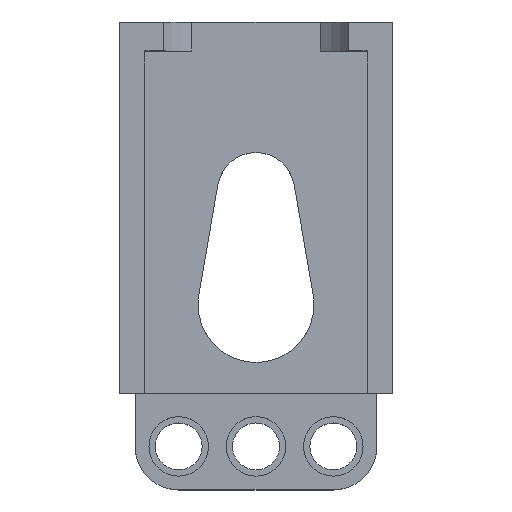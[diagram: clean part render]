
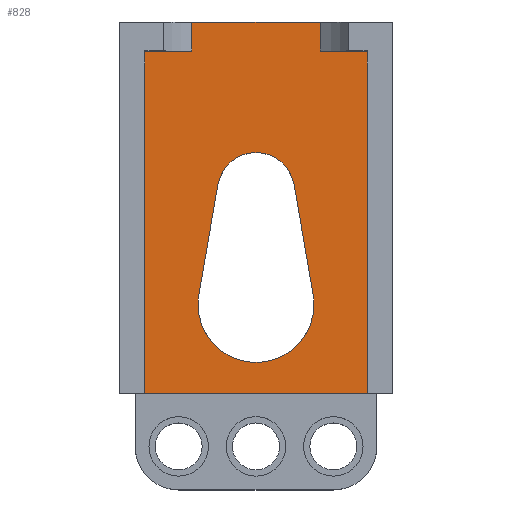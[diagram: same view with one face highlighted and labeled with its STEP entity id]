
A CAD part, top view. The second image highlights one B-rep face of the part: STEP entity #828.
In plain terms, the highlighted planar face has unit normal (0, 0, 1).
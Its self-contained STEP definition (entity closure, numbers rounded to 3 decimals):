
#19 = DIRECTION ( 'NONE',  ( 0., -1., 0. ) ) ;
#45 = VERTEX_POINT ( 'NONE', #187 ) ;
#61 = EDGE_LOOP ( 'NONE', ( #1687, #1353, #166, #357, #911, #444, #1134, #491 ) ) ;
#88 = DIRECTION ( 'NONE',  ( 0., 1., 0. ) ) ;
#112 = VECTOR ( 'NONE', #88, 1000. ) ;
#115 = PLANE ( 'NONE',  #1654 ) ;
#128 = EDGE_CURVE ( 'NONE', #1023, #1133, #864, .T. ) ;
#149 = CARTESIAN_POINT ( 'NONE',  ( -14.15, 40.9, 9.575 ) ) ;
#153 = CARTESIAN_POINT ( 'NONE',  ( -6., 14.68, 9.575 ) ) ;
#155 = VECTOR ( 'NONE', #1105, 1000. ) ;
#166 = ORIENTED_EDGE ( 'NONE', *, *, #1430, .T. ) ;
#187 = CARTESIAN_POINT ( 'NONE',  ( 6.625, 40.9, 9.575 ) ) ;
#188 = EDGE_CURVE ( 'NONE', #1208, #1023, #779, .T. ) ;
#200 = DIRECTION ( 'NONE',  ( 0., 0., 1. ) ) ;
#249 = CARTESIAN_POINT ( 'NONE',  ( 6.625, 43.9, 9.575 ) ) ;
#259 = CARTESIAN_POINT ( 'NONE',  ( -5.912, 15.704, 9.575 ) ) ;
#262 = DIRECTION ( 'NONE',  ( 1., 0., 0. ) ) ;
#285 = EDGE_CURVE ( 'NONE', #1088, #45, #653, .T. ) ;
#292 = CARTESIAN_POINT ( 'NONE',  ( -3.941, 27.083, 9.575 ) ) ;
#306 = CIRCLE ( 'NONE', #1089, 6. ) ;
#327 = DIRECTION ( 'NONE',  ( 0., 0., 1. ) ) ;
#332 = VECTOR ( 'NONE', #1501, 1000. ) ;
#339 = CARTESIAN_POINT ( 'NONE',  ( 0., 14.68, 9.575 ) ) ;
#344 = CARTESIAN_POINT ( 'NONE',  ( -6.625, 43.9, 9.575 ) ) ;
#357 = ORIENTED_EDGE ( 'NONE', *, *, #285, .F. ) ;
#360 = EDGE_CURVE ( 'NONE', #573, #1088, #668, .T. ) ;
#374 = CARTESIAN_POINT ( 'NONE',  ( -5.912, 15.704, 9.575 ) ) ;
#386 = VERTEX_POINT ( 'NONE', #292 ) ;
#392 = VERTEX_POINT ( 'NONE', #1396 ) ;
#420 = CARTESIAN_POINT ( 'NONE',  ( -14.15, 40.9, 9.575 ) ) ;
#422 = VERTEX_POINT ( 'NONE', #1116 ) ;
#427 = EDGE_CURVE ( 'NONE', #392, #1734, #544, .T. ) ;
#431 = CARTESIAN_POINT ( 'NONE',  ( 11.5, 5.5, 9.575 ) ) ;
#444 = ORIENTED_EDGE ( 'NONE', *, *, #993, .T. ) ;
#448 = ORIENTED_EDGE ( 'NONE', *, *, #128, .F. ) ;
#458 = VECTOR ( 'NONE', #975, 1000. ) ;
#473 = DIRECTION ( 'NONE',  ( 1., 0., 0. ) ) ;
#484 = ORIENTED_EDGE ( 'NONE', *, *, #1631, .F. ) ;
#491 = ORIENTED_EDGE ( 'NONE', *, *, #679, .F. ) ;
#506 = VECTOR ( 'NONE', #571, 1000. ) ;
#544 = LINE ( 'NONE', #1677, #506 ) ;
#561 = CARTESIAN_POINT ( 'NONE',  ( -6.625, 43.9, 9.575 ) ) ;
#571 = DIRECTION ( 'NONE',  ( 1., 0., 0. ) ) ;
#573 = VERTEX_POINT ( 'NONE', #344 ) ;
#588 = LINE ( 'NONE', #259, #1036 ) ;
#595 = ORIENTED_EDGE ( 'NONE', *, *, #1330, .F. ) ;
#653 = LINE ( 'NONE', #249, #1395 ) ;
#668 = LINE ( 'NONE', #1522, #1731 ) ;
#672 = ORIENTED_EDGE ( 'NONE', *, *, #813, .F. ) ;
#679 = EDGE_CURVE ( 'NONE', #392, #1460, #795, .T. ) ;
#685 = LINE ( 'NONE', #1367, #332 ) ;
#725 = AXIS2_PLACEMENT_3D ( 'NONE', #1144, #327, #1289 ) ;
#756 = CARTESIAN_POINT ( 'NONE',  ( 0., 14.68, 9.575 ) ) ;
#779 = CIRCLE ( 'NONE', #1664, 6. ) ;
#795 = LINE ( 'NONE', #898, #112 ) ;
#808 = LINE ( 'NONE', #149, #458 ) ;
#813 = EDGE_CURVE ( 'NONE', #386, #1208, #588, .T. ) ;
#822 = CARTESIAN_POINT ( 'NONE',  ( -11.5, 40.9, 9.575 ) ) ;
#828 = ADVANCED_FACE ( 'NONE', ( #1640, #945 ), #115, .T. ) ;
#864 = CIRCLE ( 'NONE', #1110, 6. ) ;
#894 = DIRECTION ( 'NONE',  ( 1., 0., 0. ) ) ;
#898 = CARTESIAN_POINT ( 'NONE',  ( -11.5, 1.497, 9.575 ) ) ;
#911 = ORIENTED_EDGE ( 'NONE', *, *, #360, .F. ) ;
#924 = VECTOR ( 'NONE', #1156, 1000. ) ;
#936 = CARTESIAN_POINT ( 'NONE',  ( 0., 0., 9.575 ) ) ;
#945 = FACE_OUTER_BOUND ( 'NONE', #61, .T. ) ;
#975 = DIRECTION ( 'NONE',  ( -1., 0., 0. ) ) ;
#993 = EDGE_CURVE ( 'NONE', #573, #1039, #1708, .T. ) ;
#1016 = CARTESIAN_POINT ( 'NONE',  ( 11.5, 1.497, 9.575 ) ) ;
#1018 = CARTESIAN_POINT ( 'NONE',  ( 0., 14.68, 9.575 ) ) ;
#1023 = VERTEX_POINT ( 'NONE', #153 ) ;
#1036 = VECTOR ( 'NONE', #1205, 1000. ) ;
#1039 = VERTEX_POINT ( 'NONE', #1672 ) ;
#1061 = VERTEX_POINT ( 'NONE', #1569 ) ;
#1067 = EDGE_CURVE ( 'NONE', #1734, #422, #1662, .T. ) ;
#1073 = CIRCLE ( 'NONE', #725, 4. ) ;
#1075 = DIRECTION ( 'NONE',  ( 0., 0., 1. ) ) ;
#1085 = ORIENTED_EDGE ( 'NONE', *, *, #188, .F. ) ;
#1088 = VERTEX_POINT ( 'NONE', #1295 ) ;
#1089 = AXIS2_PLACEMENT_3D ( 'NONE', #339, #1298, #473 ) ;
#1105 = DIRECTION ( 'NONE',  ( -1., 0., 0. ) ) ;
#1110 = AXIS2_PLACEMENT_3D ( 'NONE', #1018, #200, #1157 ) ;
#1116 = CARTESIAN_POINT ( 'NONE',  ( 11.5, 40.9, 9.575 ) ) ;
#1133 = VERTEX_POINT ( 'NONE', #1455 ) ;
#1134 = ORIENTED_EDGE ( 'NONE', *, *, #1735, .T. ) ;
#1144 = CARTESIAN_POINT ( 'NONE',  ( 0., 26.4, 9.575 ) ) ;
#1156 = DIRECTION ( 'NONE',  ( 0., 1., 0. ) ) ;
#1157 = DIRECTION ( 'NONE',  ( 1., 0., 0. ) ) ;
#1178 = ORIENTED_EDGE ( 'NONE', *, *, #1567, .F. ) ;
#1200 = DIRECTION ( 'NONE',  ( 0., -1., 0. ) ) ;
#1205 = DIRECTION ( 'NONE',  ( -0.171, -0.985, 0. ) ) ;
#1208 = VERTEX_POINT ( 'NONE', #374 ) ;
#1250 = LINE ( 'NONE', #420, #155 ) ;
#1289 = DIRECTION ( 'NONE',  ( 1., 0., 0. ) ) ;
#1295 = CARTESIAN_POINT ( 'NONE',  ( 6.625, 43.9, 9.575 ) ) ;
#1298 = DIRECTION ( 'NONE',  ( 0., 0., 1. ) ) ;
#1330 = EDGE_CURVE ( 'NONE', #1061, #1608, #685, .T. ) ;
#1348 = VECTOR ( 'NONE', #19, 1000. ) ;
#1353 = ORIENTED_EDGE ( 'NONE', *, *, #1067, .T. ) ;
#1367 = CARTESIAN_POINT ( 'NONE',  ( 3.941, 27.083, 9.575 ) ) ;
#1388 = DIRECTION ( 'NONE',  ( 1., 0., 0. ) ) ;
#1395 = VECTOR ( 'NONE', #1200, 1000. ) ;
#1396 = CARTESIAN_POINT ( 'NONE',  ( -11.5, 5.5, 9.575 ) ) ;
#1430 = EDGE_CURVE ( 'NONE', #422, #45, #1250, .T. ) ;
#1455 = CARTESIAN_POINT ( 'NONE',  ( 6., 14.68, 9.575 ) ) ;
#1460 = VERTEX_POINT ( 'NONE', #822 ) ;
#1501 = DIRECTION ( 'NONE',  ( -0.171, 0.985, 0. ) ) ;
#1522 = CARTESIAN_POINT ( 'NONE',  ( -6.625, 43.9, 9.575 ) ) ;
#1567 = EDGE_CURVE ( 'NONE', #1608, #386, #1073, .T. ) ;
#1569 = CARTESIAN_POINT ( 'NONE',  ( 5.912, 15.704, 9.575 ) ) ;
#1608 = VERTEX_POINT ( 'NONE', #1701 ) ;
#1623 = EDGE_LOOP ( 'NONE', ( #595, #484, #448, #1085, #672, #1178 ) ) ;
#1631 = EDGE_CURVE ( 'NONE', #1133, #1061, #306, .T. ) ;
#1640 = FACE_BOUND ( 'NONE', #1623, .T. ) ;
#1654 = AXIS2_PLACEMENT_3D ( 'NONE', #936, #1075, #262 ) ;
#1662 = LINE ( 'NONE', #1016, #924 ) ;
#1664 = AXIS2_PLACEMENT_3D ( 'NONE', #756, #1723, #894 ) ;
#1672 = CARTESIAN_POINT ( 'NONE',  ( -6.625, 40.9, 9.575 ) ) ;
#1677 = CARTESIAN_POINT ( 'NONE',  ( -14.15, 5.5, 9.575 ) ) ;
#1687 = ORIENTED_EDGE ( 'NONE', *, *, #427, .T. ) ;
#1701 = CARTESIAN_POINT ( 'NONE',  ( 3.941, 27.083, 9.575 ) ) ;
#1708 = LINE ( 'NONE', #561, #1348 ) ;
#1723 = DIRECTION ( 'NONE',  ( 0., 0., 1. ) ) ;
#1731 = VECTOR ( 'NONE', #1388, 1000. ) ;
#1734 = VERTEX_POINT ( 'NONE', #431 ) ;
#1735 = EDGE_CURVE ( 'NONE', #1039, #1460, #808, .T. ) ;
